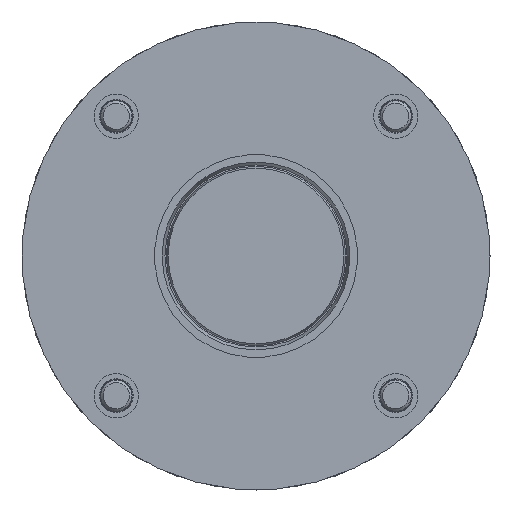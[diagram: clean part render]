
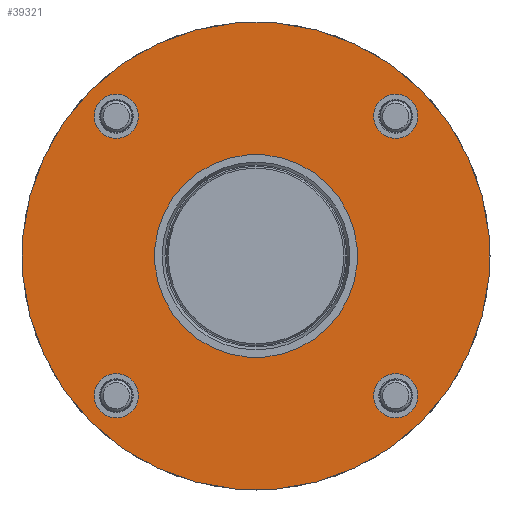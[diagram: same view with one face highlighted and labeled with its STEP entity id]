
A CAD part, front view. The second image highlights one B-rep face of the part: STEP entity #39321.
In plain terms, the highlighted planar face has unit normal (0, -1, 0).
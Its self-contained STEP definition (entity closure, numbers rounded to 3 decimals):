
#389 = CIRCLE ( 'NONE', #48252, 39. ) ;
#1201 = AXIS2_PLACEMENT_3D ( 'NONE', #37113, #37109, #37060 ) ;
#3885 = EDGE_LOOP ( 'NONE', ( #47844 ) ) ;
#10649 = CARTESIAN_POINT ( 'NONE',  ( 59.751, -3., 59.751 ) ) ;
#10860 = CARTESIAN_POINT ( 'NONE',  ( 63.64, -3., 63.64 ) ) ;
#11217 = CARTESIAN_POINT ( 'NONE',  ( 27.577, -3., 27.577 ) ) ;
#11274 = CARTESIAN_POINT ( 'NONE',  ( -47.73, -3., -47.73 ) ) ;
#11319 = CARTESIAN_POINT ( 'NONE',  ( -47.73, -3., 59.751 ) ) ;
#11378 = CARTESIAN_POINT ( 'NONE',  ( 59.751, -3., -47.73 ) ) ;
#11998 = CIRCLE ( 'NONE', #49163, 8.5 ) ;
#13851 = FACE_BOUND ( 'NONE', #16452, .T. ) ;
#15028 = EDGE_LOOP ( 'NONE', ( #21252 ) ) ;
#16127 = DIRECTION ( 'NONE',  ( 0.707, 0., 0.707 ) ) ;
#16173 = DIRECTION ( 'NONE',  ( 0., -1., 0. ) ) ;
#16294 = PLANE ( 'NONE',  #33562 ) ;
#16452 = EDGE_LOOP ( 'NONE', ( #39549 ) ) ;
#17092 = ORIENTED_EDGE ( 'NONE', *, *, #41299, .F. ) ;
#17612 = AXIS2_PLACEMENT_3D ( 'NONE', #41869, #41807, #41755 ) ;
#18693 = FACE_BOUND ( 'NONE', #31471, .T. ) ;
#21252 = ORIENTED_EDGE ( 'NONE', *, *, #41022, .F. ) ;
#21442 = VERTEX_POINT ( 'NONE', #10860 ) ;
#21936 = CIRCLE ( 'NONE', #38066, 90. ) ;
#21978 = CIRCLE ( 'NONE', #17612, 8.5 ) ;
#22477 = CARTESIAN_POINT ( 'NONE',  ( 0., -3., 0. ) ) ;
#23741 = FACE_OUTER_BOUND ( 'NONE', #3885, .T. ) ;
#24010 = FACE_BOUND ( 'NONE', #15028, .T. ) ;
#27851 = DIRECTION ( 'NONE',  ( 0.707, 0., 0.707 ) ) ;
#27860 = DIRECTION ( 'NONE',  ( 0., -1., 0. ) ) ;
#27913 = CARTESIAN_POINT ( 'NONE',  ( 53.74, -3., 53.74 ) ) ;
#28623 = DIRECTION ( 'NONE',  ( 0.707, 0., 0.707 ) ) ;
#28686 = DIRECTION ( 'NONE',  ( 0., -1., 0. ) ) ;
#28738 = CARTESIAN_POINT ( 'NONE',  ( 0., -3., 0. ) ) ;
#29686 = CIRCLE ( 'NONE', #36417, 8.5 ) ;
#30473 = DIRECTION ( 'NONE',  ( 0.707, 0., 0.707 ) ) ;
#30524 = DIRECTION ( 'NONE',  ( 0., -1., 0. ) ) ;
#30584 = CARTESIAN_POINT ( 'NONE',  ( -53.74, -3., -53.74 ) ) ;
#31136 = ORIENTED_EDGE ( 'NONE', *, *, #41228, .F. ) ;
#31471 = EDGE_LOOP ( 'NONE', ( #31136 ) ) ;
#32298 = VERTEX_POINT ( 'NONE', #11217 ) ;
#33562 = AXIS2_PLACEMENT_3D ( 'NONE', #22477, #16173, #16127 ) ;
#34628 = VERTEX_POINT ( 'NONE', #11378 ) ;
#34951 = DIRECTION ( 'NONE',  ( 0.707, 0., 0.707 ) ) ;
#34998 = DIRECTION ( 'NONE',  ( 0., -1., 0. ) ) ;
#35049 = CARTESIAN_POINT ( 'NONE',  ( 0., -3., 0. ) ) ;
#35217 = VERTEX_POINT ( 'NONE', #11319 ) ;
#35886 = FACE_BOUND ( 'NONE', #44948, .T. ) ;
#36417 = AXIS2_PLACEMENT_3D ( 'NONE', #27913, #27860, #27851 ) ;
#36418 = VERTEX_POINT ( 'NONE', #11274 ) ;
#37060 = DIRECTION ( 'NONE',  ( 0.707, 0., 0.707 ) ) ;
#37109 = DIRECTION ( 'NONE',  ( 0., -1., 0. ) ) ;
#37113 = CARTESIAN_POINT ( 'NONE',  ( -53.74, -3., 53.74 ) ) ;
#38066 = AXIS2_PLACEMENT_3D ( 'NONE', #35049, #34998, #34951 ) ;
#39321 = ADVANCED_FACE ( 'NONE', ( #35886, #24010, #42837, #18693, #23741, #13851 ), #16294, .T. ) ;
#39549 = ORIENTED_EDGE ( 'NONE', *, *, #41370, .F. ) ;
#39627 = ORIENTED_EDGE ( 'NONE', *, *, #43282, .F. ) ;
#41022 = EDGE_CURVE ( 'NONE', #34628, #34628, #21978, .T. ) ;
#41228 = EDGE_CURVE ( 'NONE', #35217, #35217, #49080, .T. ) ;
#41299 = EDGE_CURVE ( 'NONE', #36418, #36418, #11998, .T. ) ;
#41370 = EDGE_CURVE ( 'NONE', #32298, #32298, #389, .T. ) ;
#41448 = EDGE_LOOP ( 'NONE', ( #39627 ) ) ;
#41755 = DIRECTION ( 'NONE',  ( 0.707, 0., 0.707 ) ) ;
#41807 = DIRECTION ( 'NONE',  ( 0., -1., 0. ) ) ;
#41869 = CARTESIAN_POINT ( 'NONE',  ( 53.74, -3., -53.74 ) ) ;
#42837 = FACE_BOUND ( 'NONE', #41448, .T. ) ;
#43095 = EDGE_CURVE ( 'NONE', #21442, #21442, #21936, .T. ) ;
#43282 = EDGE_CURVE ( 'NONE', #45577, #45577, #29686, .T. ) ;
#44948 = EDGE_LOOP ( 'NONE', ( #17092 ) ) ;
#45577 = VERTEX_POINT ( 'NONE', #10649 ) ;
#47844 = ORIENTED_EDGE ( 'NONE', *, *, #43095, .T. ) ;
#48252 = AXIS2_PLACEMENT_3D ( 'NONE', #28738, #28686, #28623 ) ;
#49080 = CIRCLE ( 'NONE', #1201, 8.5 ) ;
#49163 = AXIS2_PLACEMENT_3D ( 'NONE', #30584, #30524, #30473 ) ;
